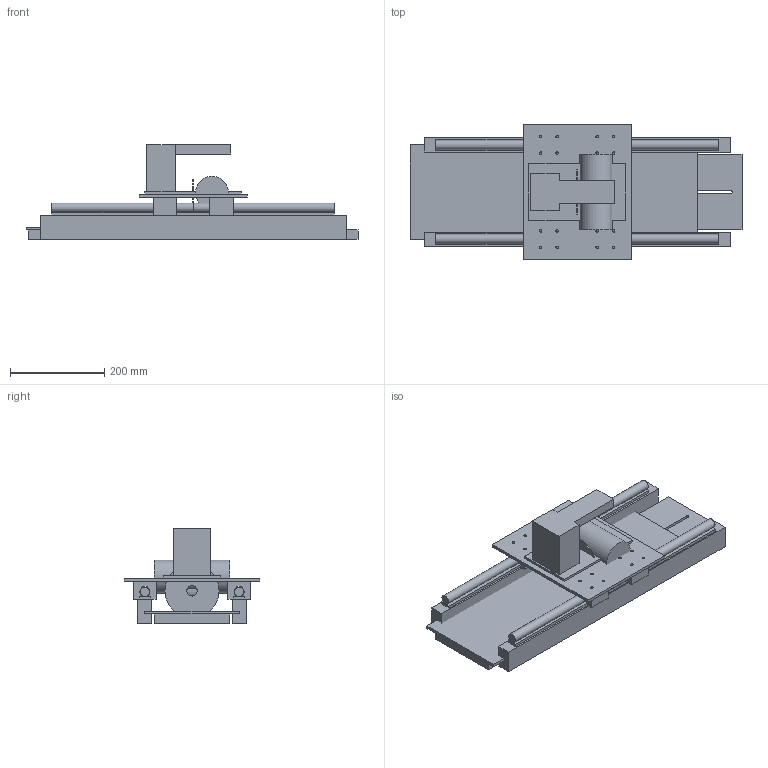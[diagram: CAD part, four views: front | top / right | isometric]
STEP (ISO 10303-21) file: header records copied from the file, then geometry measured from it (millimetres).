
FILE_DESCRIPTION(('Open CASCADE Model'),'2;1');
FILE_NAME('Open CASCADE Shape Model','2026-02-11T10:06:51',('Author'),( 'Open CASCADE'),'Open CASCADE STEP processor 7.8','build123d', 'Unknown');
FILE_SCHEMA(('AUTOMOTIVE_DESIGN { 1 0 10303 214 1 1 1 1 }'));
Length unit declared in the file: millimetre
Products named in the file (31): ASSEMBLY; SOLID
Assembly tree (30 placements, depth 3):
  ASSEMBLY
    ASSEMBLY
      SOLID
    ASSEMBLY
      SOLID
    ASSEMBLY
      SOLID
    ASSEMBLY
      SOLID
      SOLID
    ASSEMBLY
      SOLID
      SOLID
    ASSEMBLY
      SOLID
    ASSEMBLY
      SOLID
    ASSEMBLY
      SOLID
    ASSEMBLY
      SOLID
    ASSEMBLY
      SOLID
    ASSEMBLY
      SOLID
    ASSEMBLY
      SOLID
    ASSEMBLY
      SOLID
    ASSEMBLY
      SOLID
Bounding box: 705 x 288 x 201.35 mm (x, y, z)
Volume: 7585129.6 mm3; surface area: 1260351.8 mm2
Topology: 16 solids, 16 shells, 198 faces, 443 edges, 295 vertices
Faces by surface type: plane 141, cylinder 57
Full cylindrical faces by diameter (mm): 5.5 x32, 20 x4, 22 x2, 70 x1, 115 x1
Entity records: 11912 total; most frequent: CARTESIAN_POINT 2093, DIRECTION 1825, LINE 1064, VECTOR 1064, ORIENTED_EDGE 886, PCURVE 886, DEFINITIONAL_REPRESENTATION 886, EDGE_CURVE 443
